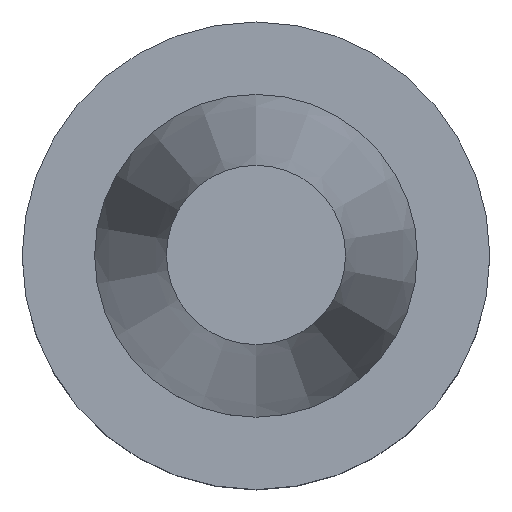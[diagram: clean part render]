
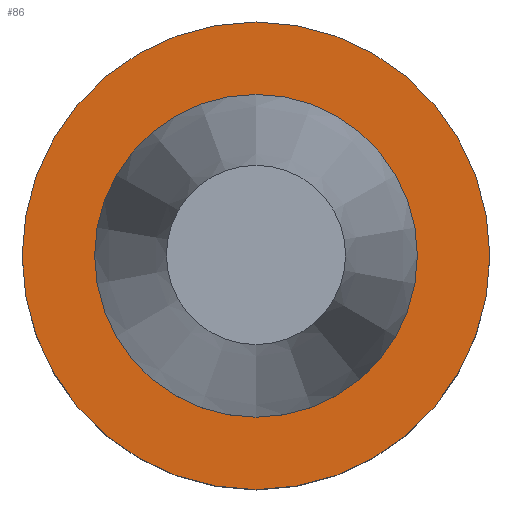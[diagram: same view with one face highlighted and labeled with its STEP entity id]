
A CAD part, top view. The second image highlights one B-rep face of the part: STEP entity #86.
In plain terms, the highlighted planar face has unit normal (0, 0, 1).
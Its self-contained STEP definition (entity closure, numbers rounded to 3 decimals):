
#86=ADVANCED_FACE('',(#125,#126),#127,.T.);
#125=FACE_OUTER_BOUND('',#174,.T.);
#126=FACE_BOUND('',#175,.T.);
#127=PLANE('',#176);
#174=EDGE_LOOP('',(#245));
#175=EDGE_LOOP('',(#246));
#176=AXIS2_PLACEMENT_3D('',#247,#248,#249);
#245=ORIENTED_EDGE('',*,*,#285,.F.);
#246=ORIENTED_EDGE('',*,*,#286,.T.);
#247=CARTESIAN_POINT('',(0.,19.438,-1.));
#248=DIRECTION('',(0.,0.,1.0));
#249=DIRECTION('',(0.,-1.0,0.));
#285=EDGE_CURVE('',#312,#312,#313,.T.);
#286=EDGE_CURVE('',#314,#314,#315,.T.);
#312=VERTEX_POINT('',#344);
#313=CIRCLE('',#345,23.0);
#314=VERTEX_POINT('',#346);
#315=CIRCLE('',#347,15.875);
#344=CARTESIAN_POINT('',(0.,23.0,-1.));
#345=AXIS2_PLACEMENT_3D('',#387,#388,#389);
#346=CARTESIAN_POINT('',(0.,15.875,-1.));
#347=AXIS2_PLACEMENT_3D('',#390,#391,#392);
#387=CARTESIAN_POINT('',(0.,0.,-1.0));
#388=DIRECTION('',(0.,0.,-1.0));
#389=DIRECTION('',(0.,1.0,0.));
#390=CARTESIAN_POINT('',(0.,0.,-1.0));
#391=DIRECTION('',(0.,0.,-1.0));
#392=DIRECTION('',(0.,1.0,0.));
